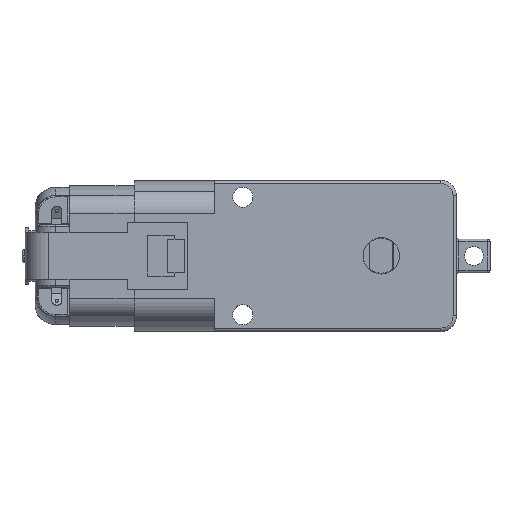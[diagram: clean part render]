
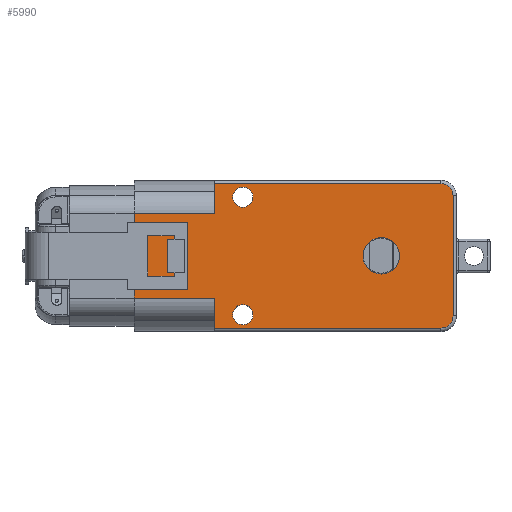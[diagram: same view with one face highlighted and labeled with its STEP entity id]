
A CAD part, top view. The second image highlights one B-rep face of the part: STEP entity #5990.
In plain terms, the highlighted planar face has unit normal (0, 0, 1).
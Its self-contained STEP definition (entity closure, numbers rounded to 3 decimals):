
#24 = CARTESIAN_POINT ( 'NONE',  ( 5., -2.5, 9.4 ) ) ;
#50 = EDGE_CURVE ( 'NONE', #885, #8204, #5217, .T. ) ;
#63 = DIRECTION ( 'NONE',  ( -1., 0., 0. ) ) ;
#74 = CIRCLE ( 'NONE', #1174, 1.8 ) ;
#106 = CARTESIAN_POINT ( 'NONE',  ( 12., 10.75, 9.4 ) ) ;
#117 = CARTESIAN_POINT ( 'NONE',  ( 6., 2.5, 9.4 ) ) ;
#198 = LINE ( 'NONE', #5347, #2095 ) ;
#225 = DIRECTION ( 'NONE',  ( 0., -1., 0. ) ) ;
#250 = DIRECTION ( 'NONE',  ( 0., 1., 0. ) ) ;
#499 = VECTOR ( 'NONE', #4982, 1000. ) ;
#543 = CARTESIAN_POINT ( 'NONE',  ( 45.7, -8.95, 9.4 ) ) ;
#583 = AXIS2_PLACEMENT_3D ( 'NONE', #2952, #7412, #7542 ) ;
#592 = EDGE_CURVE ( 'NONE', #6738, #3000, #2993, .T. ) ;
#596 = CARTESIAN_POINT ( 'NONE',  ( 12., -6.272, 9.4 ) ) ;
#603 = CARTESIAN_POINT ( 'NONE',  ( 6., -2.5, 9.4 ) ) ;
#647 = ORIENTED_EDGE ( 'NONE', *, *, #6635, .T. ) ;
#651 = PLANE ( 'NONE',  #3473 ) ;
#714 = EDGE_CURVE ( 'NONE', #3414, #1359, #6592, .T. ) ;
#715 = VECTOR ( 'NONE', #3041, 1000. ) ;
#767 = ORIENTED_EDGE ( 'NONE', *, *, #5674, .T. ) ;
#768 = FACE_BOUND ( 'NONE', #1103, .T. ) ;
#778 = CARTESIAN_POINT ( 'NONE',  ( 16.2, 8.75, 9.4 ) ) ;
#821 = CARTESIAN_POINT ( 'NONE',  ( 0., 11.25, 9.4 ) ) ;
#822 = VERTEX_POINT ( 'NONE', #6892 ) ;
#861 = DIRECTION ( 'NONE',  ( -1., 0., 0. ) ) ;
#885 = VERTEX_POINT ( 'NONE', #1517 ) ;
#975 = EDGE_CURVE ( 'NONE', #1530, #5821, #7272, .T. ) ;
#982 = CARTESIAN_POINT ( 'NONE',  ( 12., 0., 9.4 ) ) ;
#1068 = LINE ( 'NONE', #596, #499 ) ;
#1103 = EDGE_LOOP ( 'NONE', ( #2746, #7509 ) ) ;
#1174 = AXIS2_PLACEMENT_3D ( 'NONE', #3904, #6465, #861 ) ;
#1261 = ORIENTED_EDGE ( 'NONE', *, *, #714, .T. ) ;
#1267 = EDGE_CURVE ( 'NONE', #5700, #2320, #6534, .T. ) ;
#1339 = EDGE_CURVE ( 'NONE', #6118, #822, #1660, .T. ) ;
#1359 = VERTEX_POINT ( 'NONE', #5440 ) ;
#1398 = EDGE_LOOP ( 'NONE', ( #5792, #2614 ) ) ;
#1491 = CARTESIAN_POINT ( 'NONE',  ( 12., 0., 9.4 ) ) ;
#1517 = CARTESIAN_POINT ( 'NONE',  ( 5., 2.5, 9.4 ) ) ;
#1530 = VERTEX_POINT ( 'NONE', #4441 ) ;
#1554 = LINE ( 'NONE', #7778, #6277 ) ;
#1654 = EDGE_CURVE ( 'NONE', #5771, #2417, #3921, .T. ) ;
#1660 = CIRCLE ( 'NONE', #583, 1.5 ) ;
#1749 = CARTESIAN_POINT ( 'NONE',  ( 12., -6.272, 9.4 ) ) ;
#1860 = ORIENTED_EDGE ( 'NONE', *, *, #8354, .T. ) ;
#1863 = ORIENTED_EDGE ( 'NONE', *, *, #2475, .F. ) ;
#1916 = CIRCLE ( 'NONE', #6610, 1.5 ) ;
#2016 = CARTESIAN_POINT ( 'NONE',  ( 12., -10.75, 9.4 ) ) ;
#2095 = VECTOR ( 'NONE', #3576, 1000. ) ;
#2098 = DIRECTION ( 'NONE',  ( -1., 0., 0. ) ) ;
#2120 = VERTEX_POINT ( 'NONE', #1749 ) ;
#2166 = CIRCLE ( 'NONE', #3511, 1.5 ) ;
#2172 = CARTESIAN_POINT ( 'NONE',  ( 0., 6.272, 9.4 ) ) ;
#2264 = CARTESIAN_POINT ( 'NONE',  ( 47.5, 8.95, 9.4 ) ) ;
#2320 = VERTEX_POINT ( 'NONE', #603 ) ;
#2344 = VERTEX_POINT ( 'NONE', #3216 ) ;
#2379 = DIRECTION ( 'NONE',  ( -1., 0., 0. ) ) ;
#2413 = ORIENTED_EDGE ( 'NONE', *, *, #7666, .T. ) ;
#2417 = VERTEX_POINT ( 'NONE', #4611 ) ;
#2445 = CARTESIAN_POINT ( 'NONE',  ( 6., 2.5, 9.4 ) ) ;
#2475 = EDGE_CURVE ( 'NONE', #5771, #2120, #6240, .T. ) ;
#2489 = ORIENTED_EDGE ( 'NONE', *, *, #7738, .T. ) ;
#2614 = ORIENTED_EDGE ( 'NONE', *, *, #3599, .F. ) ;
#2689 = DIRECTION ( 'NONE',  ( 1., 0., 0. ) ) ;
#2730 = CARTESIAN_POINT ( 'NONE',  ( 14.7, 8.75, 9.4 ) ) ;
#2746 = ORIENTED_EDGE ( 'NONE', *, *, #4242, .F. ) ;
#2810 = DIRECTION ( 'NONE',  ( 0., 0., 1. ) ) ;
#2893 = CARTESIAN_POINT ( 'NONE',  ( 16.2, 8.75, 9.4 ) ) ;
#2921 = VECTOR ( 'NONE', #4753, 1000. ) ;
#2952 = CARTESIAN_POINT ( 'NONE',  ( 16.2, -8.75, 9.4 ) ) ;
#2993 = CIRCLE ( 'NONE', #5409, 1.5 ) ;
#3000 = VERTEX_POINT ( 'NONE', #2730 ) ;
#3041 = DIRECTION ( 'NONE',  ( 0., -1., 0. ) ) ;
#3202 = DIRECTION ( 'NONE',  ( 0., -1., 0. ) ) ;
#3216 = CARTESIAN_POINT ( 'NONE',  ( 12., 6.272, 9.4 ) ) ;
#3308 = ORIENTED_EDGE ( 'NONE', *, *, #975, .T. ) ;
#3354 = LINE ( 'NONE', #24, #6495 ) ;
#3414 = VERTEX_POINT ( 'NONE', #2172 ) ;
#3461 = LINE ( 'NONE', #1491, #4343 ) ;
#3472 = LINE ( 'NONE', #6845, #2921 ) ;
#3473 = AXIS2_PLACEMENT_3D ( 'NONE', #7173, #7686, #7729 ) ;
#3511 = AXIS2_PLACEMENT_3D ( 'NONE', #5580, #8157, #2379 ) ;
#3537 = VECTOR ( 'NONE', #2098, 1000. ) ;
#3576 = DIRECTION ( 'NONE',  ( 0., 1., 0. ) ) ;
#3599 = EDGE_CURVE ( 'NONE', #822, #6118, #2166, .T. ) ;
#3662 = VECTOR ( 'NONE', #2689, 1000. ) ;
#3804 = EDGE_CURVE ( 'NONE', #2344, #5821, #3461, .T. ) ;
#3876 = DIRECTION ( 'NONE',  ( 0., 0., 1. ) ) ;
#3900 = FACE_BOUND ( 'NONE', #5776, .T. ) ;
#3904 = CARTESIAN_POINT ( 'NONE',  ( 45.7, 8.95, 9.4 ) ) ;
#3913 = DIRECTION ( 'NONE',  ( -1., 0., 0. ) ) ;
#3921 = LINE ( 'NONE', #7280, #3662 ) ;
#3981 = VERTEX_POINT ( 'NONE', #7502 ) ;
#4048 = EDGE_LOOP ( 'NONE', ( #1261, #1860, #1863, #4068, #767, #7163, #2413, #3308, #4490, #2489 ) ) ;
#4068 = ORIENTED_EDGE ( 'NONE', *, *, #1654, .T. ) ;
#4237 = CARTESIAN_POINT ( 'NONE',  ( 5., -2.5, 9.4 ) ) ;
#4242 = EDGE_CURVE ( 'NONE', #3000, #6738, #1916, .T. ) ;
#4251 = VERTEX_POINT ( 'NONE', #2264 ) ;
#4291 = CARTESIAN_POINT ( 'NONE',  ( 17.7, 8.75, 9.4 ) ) ;
#4343 = VECTOR ( 'NONE', #250, 1000. ) ;
#4441 = CARTESIAN_POINT ( 'NONE',  ( 45.7, 10.75, 9.4 ) ) ;
#4490 = ORIENTED_EDGE ( 'NONE', *, *, #3804, .F. ) ;
#4611 = CARTESIAN_POINT ( 'NONE',  ( 45.7, -10.75, 9.4 ) ) ;
#4617 = VECTOR ( 'NONE', #225, 1000. ) ;
#4753 = DIRECTION ( 'NONE',  ( -1., 0., 0. ) ) ;
#4982 = DIRECTION ( 'NONE',  ( 1., 0., 0. ) ) ;
#5181 = CARTESIAN_POINT ( 'NONE',  ( 5., 2.5, 9.4 ) ) ;
#5217 = LINE ( 'NONE', #5181, #6070 ) ;
#5347 = CARTESIAN_POINT ( 'NONE',  ( 47.5, -8.95, 9.4 ) ) ;
#5409 = AXIS2_PLACEMENT_3D ( 'NONE', #778, #8302, #7022 ) ;
#5440 = CARTESIAN_POINT ( 'NONE',  ( 0., -6.272, 9.4 ) ) ;
#5471 = ORIENTED_EDGE ( 'NONE', *, *, #7261, .F. ) ;
#5580 = CARTESIAN_POINT ( 'NONE',  ( 16.2, -8.75, 9.4 ) ) ;
#5674 = EDGE_CURVE ( 'NONE', #2417, #3981, #6477, .T. ) ;
#5700 = VERTEX_POINT ( 'NONE', #2445 ) ;
#5771 = VERTEX_POINT ( 'NONE', #2016 ) ;
#5776 = EDGE_LOOP ( 'NONE', ( #5471, #6568, #647, #5837 ) ) ;
#5792 = ORIENTED_EDGE ( 'NONE', *, *, #1339, .F. ) ;
#5821 = VERTEX_POINT ( 'NONE', #106 ) ;
#5837 = ORIENTED_EDGE ( 'NONE', *, *, #50, .F. ) ;
#5990 = ADVANCED_FACE ( 'NONE', ( #6545, #7801, #768, #3900 ), #651, .F. ) ;
#6070 = VECTOR ( 'NONE', #3202, 1000. ) ;
#6118 = VERTEX_POINT ( 'NONE', #6123 ) ;
#6123 = CARTESIAN_POINT ( 'NONE',  ( 14.7, -8.75, 9.4 ) ) ;
#6240 = LINE ( 'NONE', #982, #6844 ) ;
#6277 = VECTOR ( 'NONE', #63, 1000. ) ;
#6282 = DIRECTION ( 'NONE',  ( 0., 1., 0. ) ) ;
#6387 = EDGE_CURVE ( 'NONE', #3981, #4251, #198, .T. ) ;
#6465 = DIRECTION ( 'NONE',  ( 0., 0., 1. ) ) ;
#6477 = CIRCLE ( 'NONE', #7560, 1.8 ) ;
#6495 = VECTOR ( 'NONE', #3913, 1000. ) ;
#6534 = LINE ( 'NONE', #117, #715 ) ;
#6545 = FACE_OUTER_BOUND ( 'NONE', #4048, .T. ) ;
#6568 = ORIENTED_EDGE ( 'NONE', *, *, #1267, .T. ) ;
#6592 = LINE ( 'NONE', #821, #4617 ) ;
#6610 = AXIS2_PLACEMENT_3D ( 'NONE', #2893, #2810, #8036 ) ;
#6635 = EDGE_CURVE ( 'NONE', #2320, #8204, #3354, .T. ) ;
#6738 = VERTEX_POINT ( 'NONE', #4291 ) ;
#6844 = VECTOR ( 'NONE', #6282, 1000. ) ;
#6845 = CARTESIAN_POINT ( 'NONE',  ( 45.7, 6.272, 9.4 ) ) ;
#6892 = CARTESIAN_POINT ( 'NONE',  ( 17.7, -8.75, 9.4 ) ) ;
#7022 = DIRECTION ( 'NONE',  ( -1., 0., 0. ) ) ;
#7163 = ORIENTED_EDGE ( 'NONE', *, *, #6387, .T. ) ;
#7173 = CARTESIAN_POINT ( 'NONE',  ( 45.7, -8.95, 9.4 ) ) ;
#7261 = EDGE_CURVE ( 'NONE', #5700, #885, #1554, .T. ) ;
#7272 = LINE ( 'NONE', #7355, #3537 ) ;
#7280 = CARTESIAN_POINT ( 'NONE',  ( 45.7, -10.75, 9.4 ) ) ;
#7355 = CARTESIAN_POINT ( 'NONE',  ( 45.7, 10.75, 9.4 ) ) ;
#7412 = DIRECTION ( 'NONE',  ( 0., 0., 1. ) ) ;
#7502 = CARTESIAN_POINT ( 'NONE',  ( 47.5, -8.95, 9.4 ) ) ;
#7509 = ORIENTED_EDGE ( 'NONE', *, *, #592, .F. ) ;
#7542 = DIRECTION ( 'NONE',  ( -1., 0., 0. ) ) ;
#7560 = AXIS2_PLACEMENT_3D ( 'NONE', #543, #3876, #7742 ) ;
#7666 = EDGE_CURVE ( 'NONE', #4251, #1530, #74, .T. ) ;
#7686 = DIRECTION ( 'NONE',  ( 0., 0., -1. ) ) ;
#7729 = DIRECTION ( 'NONE',  ( -1., 0., 0. ) ) ;
#7738 = EDGE_CURVE ( 'NONE', #2344, #3414, #3472, .T. ) ;
#7742 = DIRECTION ( 'NONE',  ( -1., 0., 0. ) ) ;
#7778 = CARTESIAN_POINT ( 'NONE',  ( 5., 2.5, 9.4 ) ) ;
#7801 = FACE_BOUND ( 'NONE', #1398, .T. ) ;
#8036 = DIRECTION ( 'NONE',  ( -1., 0., 0. ) ) ;
#8157 = DIRECTION ( 'NONE',  ( 0., 0., 1. ) ) ;
#8204 = VERTEX_POINT ( 'NONE', #4237 ) ;
#8302 = DIRECTION ( 'NONE',  ( 0., 0., 1. ) ) ;
#8354 = EDGE_CURVE ( 'NONE', #1359, #2120, #1068, .T. ) ;
